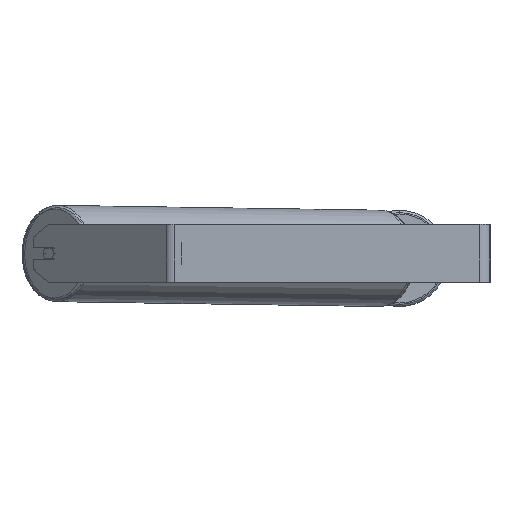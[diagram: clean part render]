
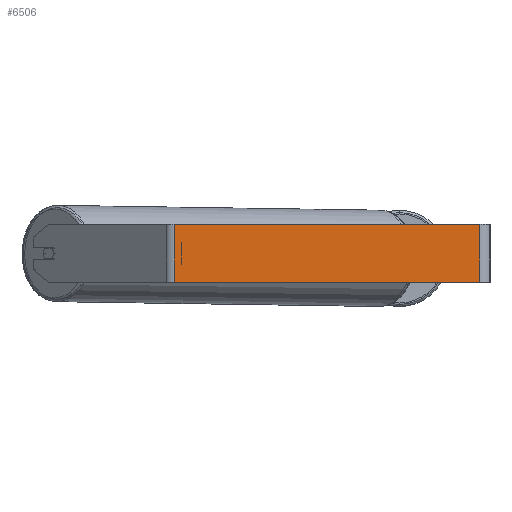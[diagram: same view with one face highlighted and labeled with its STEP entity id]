
A CAD part, left-side view. The second image highlights one B-rep face of the part: STEP entity #6506.
In plain terms, the highlighted planar face has unit normal (-1, 0, 0).
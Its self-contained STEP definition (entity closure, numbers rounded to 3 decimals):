
#107 = VECTOR ( 'NONE', #3529, 1000. ) ;
#636 = CARTESIAN_POINT ( 'NONE',  ( -1000., 436.138, 40. ) ) ;
#699 = ORIENTED_EDGE ( 'NONE', *, *, #5203, .T. ) ;
#863 = VERTEX_POINT ( 'NONE', #636 ) ;
#900 = LINE ( 'NONE', #7554, #1892 ) ;
#991 = DIRECTION ( 'NONE',  ( 0., -1., 0. ) ) ;
#1411 = ORIENTED_EDGE ( 'NONE', *, *, #8105, .T. ) ;
#1892 = VECTOR ( 'NONE', #991, 1000. ) ;
#1984 = CARTESIAN_POINT ( 'NONE',  ( -1000., 14., 40. ) ) ;
#2074 = AXIS2_PLACEMENT_3D ( 'NONE', #3444, #5420, #6720 ) ;
#2164 = EDGE_CURVE ( 'NONE', #863, #4742, #900, .T. ) ;
#2199 = LINE ( 'NONE', #6273, #4483 ) ;
#2530 = ORIENTED_EDGE ( 'NONE', *, *, #2164, .F. ) ;
#2635 = EDGE_LOOP ( 'NONE', ( #699, #4922, #2530, #1411 ) ) ;
#2685 = FACE_OUTER_BOUND ( 'NONE', #2635, .T. ) ;
#3041 = VECTOR ( 'NONE', #6827, 1000. ) ;
#3444 = CARTESIAN_POINT ( 'NONE',  ( -1000., 441.937, 40. ) ) ;
#3491 = EDGE_CURVE ( 'NONE', #4742, #7189, #4169, .T. ) ;
#3529 = DIRECTION ( 'NONE',  ( 0., 0., -1. ) ) ;
#4145 = CARTESIAN_POINT ( 'NONE',  ( -1000., 436.138, 40. ) ) ;
#4169 = LINE ( 'NONE', #4840, #3041 ) ;
#4483 = VECTOR ( 'NONE', #6148, 1000. ) ;
#4724 = PLANE ( 'NONE',  #2074 ) ;
#4742 = VERTEX_POINT ( 'NONE', #1984 ) ;
#4840 = CARTESIAN_POINT ( 'NONE',  ( -1000., 14., 40. ) ) ;
#4922 = ORIENTED_EDGE ( 'NONE', *, *, #3491, .F. ) ;
#5203 = EDGE_CURVE ( 'NONE', #7960, #7189, #2199, .T. ) ;
#5420 = DIRECTION ( 'NONE',  ( 1., 0., 0. ) ) ;
#5510 = LINE ( 'NONE', #4145, #107 ) ;
#5736 = CARTESIAN_POINT ( 'NONE',  ( -1000., 436.138, -40. ) ) ;
#6148 = DIRECTION ( 'NONE',  ( 0., -1., 0. ) ) ;
#6273 = CARTESIAN_POINT ( 'NONE',  ( -1000., 441.937, -40. ) ) ;
#6506 = ADVANCED_FACE ( 'NONE', ( #2685 ), #4724, .F. ) ;
#6720 = DIRECTION ( 'NONE',  ( 0., 0., -1. ) ) ;
#6827 = DIRECTION ( 'NONE',  ( 0., 0., -1. ) ) ;
#7189 = VERTEX_POINT ( 'NONE', #8407 ) ;
#7554 = CARTESIAN_POINT ( 'NONE',  ( -1000., 441.937, 40. ) ) ;
#7960 = VERTEX_POINT ( 'NONE', #5736 ) ;
#8105 = EDGE_CURVE ( 'NONE', #863, #7960, #5510, .T. ) ;
#8407 = CARTESIAN_POINT ( 'NONE',  ( -1000., 14., -40. ) ) ;
